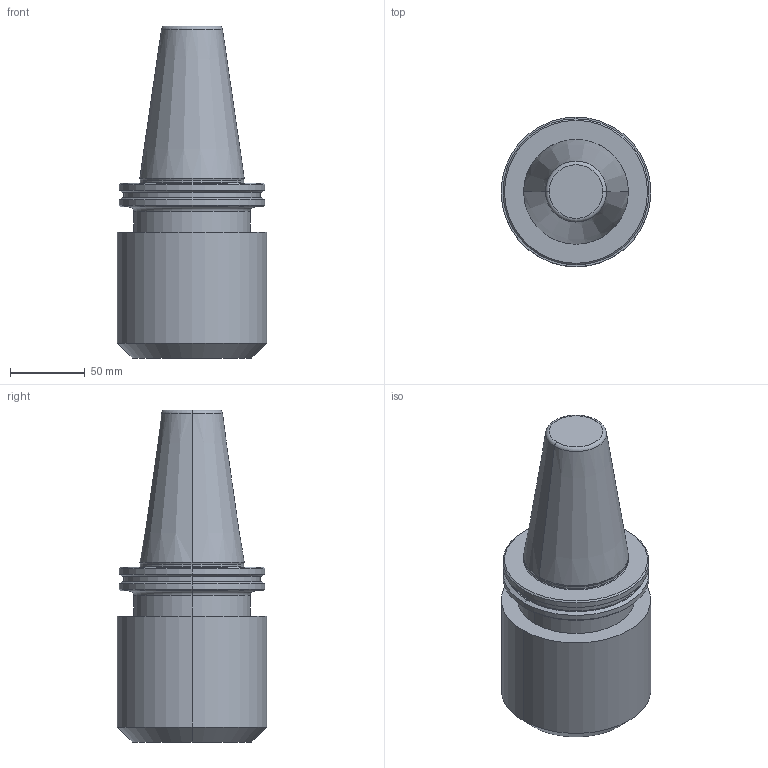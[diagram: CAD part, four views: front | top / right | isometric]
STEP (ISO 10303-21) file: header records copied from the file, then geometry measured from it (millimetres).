
FILE_DESCRIPTION (( 'STEP AP203' ), '1' );
FILE_NAME ('SK50 WE50 120 AD-6.3G15000 SL.STEP', '2019-04-30T06:06:53', ( '' ), ( '' ), 'SwSTEP 2.0', 'SolidWorks 2014', '' );
FILE_SCHEMA (( 'CONFIG_CONTROL_DESIGN' ));
Length unit declared in the file: millimetre
Products named in the file (1): SK50 WE50 120 AD-6.3G15000 SL
Bounding box: 100 x 100 x 221.75 mm (x, y, z)
Volume: 1099437.7 mm3; surface area: 70927.3 mm2
Topology: 1 solids, 1 shells, 39 faces, 76 edges, 44 vertices
Faces by surface type: cone 14, cylinder 12, plane 7, torus 6
Entity records: 1077 total; most frequent: DIRECTION 206, CARTESIAN_POINT 160, ORIENTED_EDGE 152, AXIS2_PLACEMENT_3D 90, EDGE_CURVE 76, CIRCLE 50, VERTEX_POINT 44, EDGE_LOOP 44
